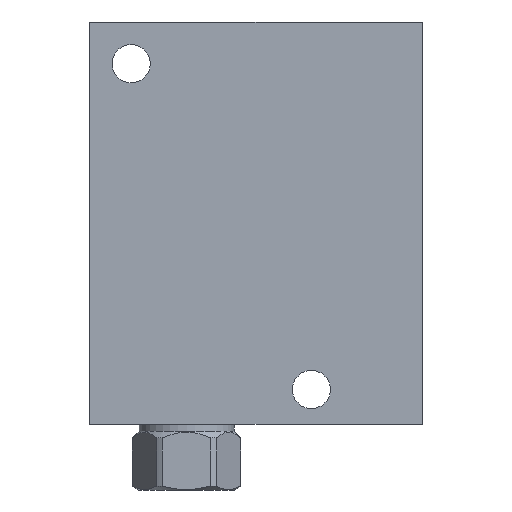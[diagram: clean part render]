
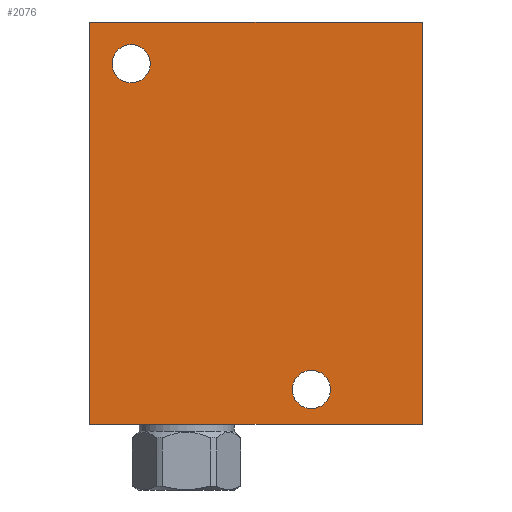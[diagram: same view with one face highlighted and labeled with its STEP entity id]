
A CAD part, front view. The second image highlights one B-rep face of the part: STEP entity #2076.
In plain terms, the highlighted planar face has unit normal (0, -1, 0).
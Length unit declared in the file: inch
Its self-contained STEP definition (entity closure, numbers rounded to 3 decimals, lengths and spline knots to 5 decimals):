
#5=DIRECTION('',(1.,0.,0.));
#6=VECTOR('',#5,3.);
#7=CARTESIAN_POINT('',(0.,-2.,0.));
#8=LINE('',#7,#6);
#75=DIRECTION('',(0.,0.,1.));
#76=VECTOR('',#75,3.625);
#77=CARTESIAN_POINT('',(3.,-2.,0.));
#78=LINE('',#77,#76);
#99=DIRECTION('',(0.,0.,1.));
#100=VECTOR('',#99,3.625);
#101=CARTESIAN_POINT('',(0.,-2.,0.));
#102=LINE('',#101,#100);
#103=CARTESIAN_POINT('',(0.375,-2.,3.25));
#104=DIRECTION('',(0.,-1.,0.));
#105=DIRECTION('',(-1.,0.,0.));
#106=AXIS2_PLACEMENT_3D('',#103,#104,#105);
#108=CARTESIAN_POINT('',(0.375,-2.,3.25));
#109=DIRECTION('',(0.,-1.,0.));
#110=DIRECTION('',(1.,0.,0.));
#111=AXIS2_PLACEMENT_3D('',#108,#109,#110);
#113=CARTESIAN_POINT('',(2.,-2.,0.312));
#114=DIRECTION('',(0.,-1.,0.));
#115=DIRECTION('',(-1.,0.,0.));
#116=AXIS2_PLACEMENT_3D('',#113,#114,#115);
#118=CARTESIAN_POINT('',(2.,-2.,0.312));
#119=DIRECTION('',(0.,-1.,0.));
#120=DIRECTION('',(1.,0.,0.));
#121=AXIS2_PLACEMENT_3D('',#118,#119,#120);
#135=DIRECTION('',(1.,0.,0.));
#136=VECTOR('',#135,3.);
#137=CARTESIAN_POINT('',(0.,-2.,3.625));
#138=LINE('',#137,#136);
#1694=CARTESIAN_POINT('',(0.,-2.,0.));
#1696=VERTEX_POINT('',#1694);
#1697=CARTESIAN_POINT('',(3.,-2.,0.));
#1698=VERTEX_POINT('',#1697);
#1702=CARTESIAN_POINT('',(0.,-2.,3.625));
#1704=VERTEX_POINT('',#1702);
#1705=CARTESIAN_POINT('',(3.,-2.,3.625));
#1706=VERTEX_POINT('',#1705);
#1851=CARTESIAN_POINT('',(0.203,-2.,3.25));
#1852=CARTESIAN_POINT('',(0.547,-2.,3.25));
#1853=VERTEX_POINT('',#1851);
#1854=VERTEX_POINT('',#1852);
#1859=CARTESIAN_POINT('',(1.828,-2.,0.312));
#1860=CARTESIAN_POINT('',(2.172,-2.,0.312));
#1861=VERTEX_POINT('',#1859);
#1862=VERTEX_POINT('',#1860);
#2052=CARTESIAN_POINT('',(0.,-2.,0.));
#2053=DIRECTION('',(0.,-1.,0.));
#2054=DIRECTION('',(1.,0.,0.));
#2055=AXIS2_PLACEMENT_3D('',#2052,#2053,#2054);
#2056=PLANE('',#2055);
#2057=ORIENTED_EDGE('',*,*,#1958,.F.);
#2058=ORIENTED_EDGE('',*,*,#1983,.T.);
#2060=ORIENTED_EDGE('',*,*,#2059,.T.);
#2061=ORIENTED_EDGE('',*,*,#2032,.F.);
#2062=EDGE_LOOP('',(#2057,#2058,#2060,#2061));
#2063=FACE_OUTER_BOUND('',#2062,.F.);
#2065=ORIENTED_EDGE('',*,*,#2064,.T.);
#2067=ORIENTED_EDGE('',*,*,#2066,.T.);
#2068=EDGE_LOOP('',(#2065,#2067));
#2069=FACE_BOUND('',#2068,.F.);
#2071=ORIENTED_EDGE('',*,*,#2070,.T.);
#2073=ORIENTED_EDGE('',*,*,#2072,.T.);
#2074=EDGE_LOOP('',(#2071,#2073));
#2075=FACE_BOUND('',#2074,.F.);
#2076=ADVANCED_FACE('',(#2063,#2069,#2075),#2056,.T.);
#107=CIRCLE('',#106,0.172);
#112=CIRCLE('',#111,0.172);
#117=CIRCLE('',#116,0.172);
#122=CIRCLE('',#121,0.172);
#1958=EDGE_CURVE('',#1696,#1698,#8,.T.);
#1983=EDGE_CURVE('',#1696,#1704,#102,.T.);
#2032=EDGE_CURVE('',#1698,#1706,#78,.T.);
#2059=EDGE_CURVE('',#1704,#1706,#138,.T.);
#2064=EDGE_CURVE('',#1853,#1854,#107,.T.);
#2066=EDGE_CURVE('',#1854,#1853,#112,.T.);
#2070=EDGE_CURVE('',#1861,#1862,#117,.T.);
#2072=EDGE_CURVE('',#1862,#1861,#122,.T.);
